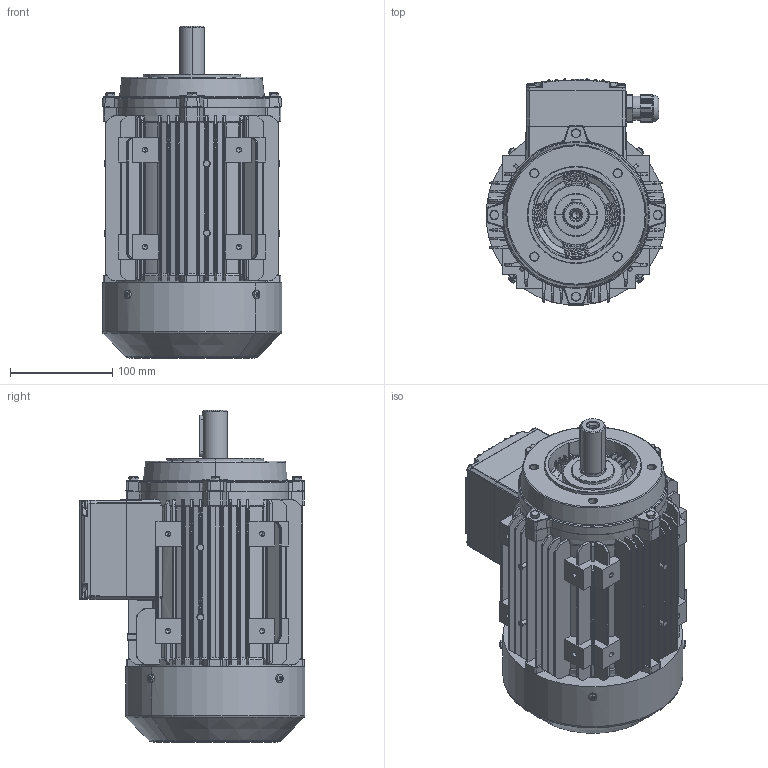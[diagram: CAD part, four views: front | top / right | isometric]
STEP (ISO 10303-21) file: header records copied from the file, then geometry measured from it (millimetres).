
FILE_DESCRIPTION (( 'STEP AP214' ), '1' );
FILE_NAME ('2EL090L2_FC_K1-A.STEP', '2019-07-11T12:09:36', ( '' ), ( '' ), 'SwSTEP 2.0', 'SolidWorks 2019', '' );
FILE_SCHEMA (( 'AUTOMOTIVE_DESIGN' ));
Length unit declared in the file: millimetre
Products named in the file (1): 2EL090L2_FC_K1-A
Bounding box: 175.33 x 220.75 x 324.62 mm (x, y, z)
Volume: 5824938.3 mm3; surface area: 408104.3 mm2
Topology: 1 solids, 1 shells, 3380 faces, 8763 edges, 5594 vertices
Faces by surface type: plane 1197, cylinder 1187, bspline 405, cone 328, torus 213, sphere 50
Entity records: 118537 total; most frequent: CARTESIAN_POINT 38426, ORIENTED_EDGE 17438, DIRECTION 15102, EDGE_CURVE 8719, AXIS2_PLACEMENT_3D 5815, VERTEX_POINT 5594, EDGE_LOOP 3633, VECTOR 3472
